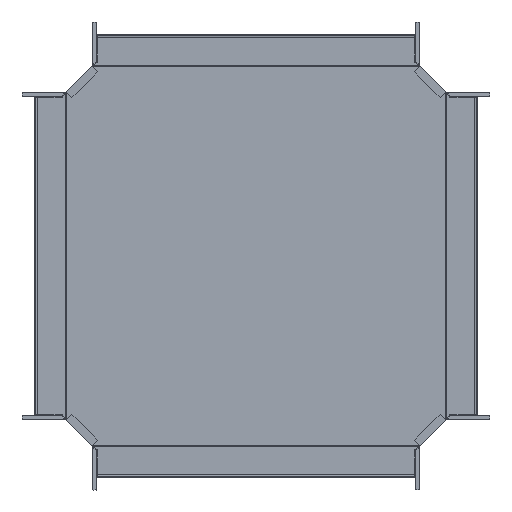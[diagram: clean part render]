
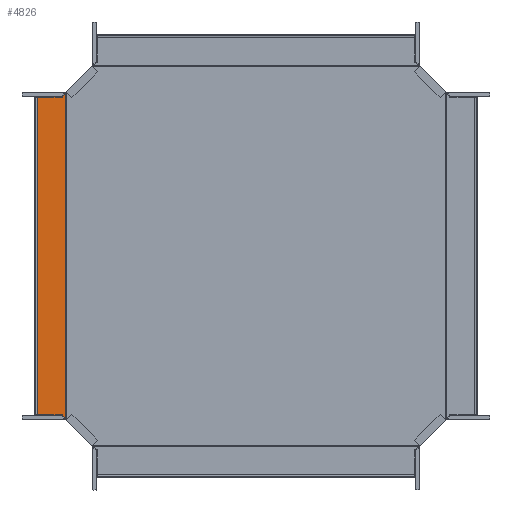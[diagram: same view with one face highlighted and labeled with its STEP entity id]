
A CAD part, front view. The second image highlights one B-rep face of the part: STEP entity #4826.
In plain terms, the highlighted planar face has unit normal (0, -1, 0).
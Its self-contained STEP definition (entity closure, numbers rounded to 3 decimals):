
#81 = VECTOR ( 'NONE', #817, 1000. ) ;
#142 = EDGE_CURVE ( 'NONE', #5746, #1083, #5559, .T. ) ;
#209 = DIRECTION ( 'NONE',  ( 0., -1., 0. ) ) ;
#220 = LINE ( 'NONE', #5949, #5280 ) ;
#242 = ORIENTED_EDGE ( 'NONE', *, *, #2223, .T. ) ;
#294 = CARTESIAN_POINT ( 'NONE',  ( -347.847, -2.25, -295.27 ) ) ;
#557 = LINE ( 'NONE', #5316, #5158 ) ;
#602 = ORIENTED_EDGE ( 'NONE', *, *, #1449, .F. ) ;
#705 = CARTESIAN_POINT ( 'NONE',  ( 0.076, -2.25, 0. ) ) ;
#712 = ORIENTED_EDGE ( 'NONE', *, *, #1579, .T. ) ;
#735 = DIRECTION ( 'NONE',  ( 0., 0., -1. ) ) ;
#736 = VERTEX_POINT ( 'NONE', #2500 ) ;
#755 = EDGE_CURVE ( 'NONE', #3950, #3322, #557, .T. ) ;
#817 = DIRECTION ( 'NONE',  ( 0., 0., 1. ) ) ;
#924 = CARTESIAN_POINT ( 'NONE',  ( -353.497, -2.25, -289.75 ) ) ;
#951 = DIRECTION ( 'NONE',  ( 1., 0., 0. ) ) ;
#1005 = CARTESIAN_POINT ( 'NONE',  ( -348.212, -2.25, 295.035 ) ) ;
#1021 = CARTESIAN_POINT ( 'NONE',  ( -347.384, -2.25, 295.546 ) ) ;
#1083 = VERTEX_POINT ( 'NONE', #1005 ) ;
#1220 = CARTESIAN_POINT ( 'NONE',  ( -347.65, -2.25, -295.393 ) ) ;
#1449 = EDGE_CURVE ( 'NONE', #6086, #5746, #220, .T. ) ;
#1579 = EDGE_CURVE ( 'NONE', #4044, #736, #5191, .T. ) ;
#1710 = EDGE_CURVE ( 'NONE', #1083, #3950, #4187, .T. ) ;
#1749 = CARTESIAN_POINT ( 'NONE',  ( -348.008, -2.25, -295.167 ) ) ;
#1832 = DIRECTION ( 'NONE',  ( 0.707, 0., -0.707 ) ) ;
#2141 = VERTEX_POINT ( 'NONE', #4791 ) ;
#2221 = CARTESIAN_POINT ( 'NONE',  ( -347.897, -2.25, -295.238 ) ) ;
#2223 = EDGE_CURVE ( 'NONE', #2141, #4044, #5187, .T. ) ;
#2383 = EDGE_LOOP ( 'NONE', ( #712, #2515, #4825, #5511, #4429, #602, #3383, #242 ) ) ;
#2427 = B_SPLINE_CURVE_WITH_KNOTS ( 'NONE', 3,
 ( #4554, #5519, #1749, #2221, #294, #4174, #5026, #5087, #3595, #1220, #2629, #3711 ),
 .UNSPECIFIED., .F., .F.,
 ( 4, 1, 1, 1, 1, 2, 2, 4 ),
 ( 0., 0.25, 0.375, 0.437, 0.469, 0.484, 0.5, 1. ),
 .UNSPECIFIED. ) ;
#2493 = CARTESIAN_POINT ( 'NONE',  ( -348.212, -2.25, 295.035 ) ) ;
#2500 = CARTESIAN_POINT ( 'NONE',  ( -348.212, -2.25, -295.035 ) ) ;
#2515 = ORIENTED_EDGE ( 'NONE', *, *, #5762, .T. ) ;
#2629 = CARTESIAN_POINT ( 'NONE',  ( -347.511, -2.25, -295.476 ) ) ;
#2863 = DIRECTION ( 'NONE',  ( 0., 0., -1. ) ) ;
#3249 = AXIS2_PLACEMENT_3D ( 'NONE', #705, #209, #735 ) ;
#3322 = VERTEX_POINT ( 'NONE', #4007 ) ;
#3383 = ORIENTED_EDGE ( 'NONE', *, *, #5683, .F. ) ;
#3528 = CARTESIAN_POINT ( 'NONE',  ( -347.384, -2.25, 295.546 ) ) ;
#3586 = DIRECTION ( 'NONE',  ( 1., 0., 0. ) ) ;
#3595 = CARTESIAN_POINT ( 'NONE',  ( -347.807, -2.25, -295.295 ) ) ;
#3622 = CARTESIAN_POINT ( 'NONE',  ( -398.912, -2.25, -7.302 ) ) ;
#3633 = PLANE ( 'NONE',  #3249 ) ;
#3649 = CARTESIAN_POINT ( 'NONE',  ( -353.497, -2.25, -289.75 ) ) ;
#3711 = CARTESIAN_POINT ( 'NONE',  ( -347.384, -2.25, -295.546 ) ) ;
#3950 = VERTEX_POINT ( 'NONE', #3528 ) ;
#4007 = CARTESIAN_POINT ( 'NONE',  ( -347.384, -2.25, -295.546 ) ) ;
#4031 = VECTOR ( 'NONE', #951, 1000. ) ;
#4044 = VERTEX_POINT ( 'NONE', #3649 ) ;
#4174 = CARTESIAN_POINT ( 'NONE',  ( -347.824, -2.25, -295.284 ) ) ;
#4187 = B_SPLINE_CURVE_WITH_KNOTS ( 'NONE', 3,
 ( #2493, #4384, #4823, #1021 ),
 .UNSPECIFIED., .F., .F.,
 ( 4, 4 ),
 ( 0., 1. ),
 .UNSPECIFIED. ) ;
#4258 = CARTESIAN_POINT ( 'NONE',  ( -353.497, -2.25, -289.75 ) ) ;
#4384 = CARTESIAN_POINT ( 'NONE',  ( -347.939, -2.25, 295.213 ) ) ;
#4429 = ORIENTED_EDGE ( 'NONE', *, *, #142, .F. ) ;
#4473 = FACE_OUTER_BOUND ( 'NONE', #2383, .T. ) ;
#4554 = CARTESIAN_POINT ( 'NONE',  ( -348.212, -2.25, -295.035 ) ) ;
#4740 = VECTOR ( 'NONE', #6022, 1000. ) ;
#4791 = CARTESIAN_POINT ( 'NONE',  ( -398.912, -2.25, -289.75 ) ) ;
#4823 = CARTESIAN_POINT ( 'NONE',  ( -347.667, -2.25, 295.389 ) ) ;
#4825 = ORIENTED_EDGE ( 'NONE', *, *, #755, .F. ) ;
#4826 = ADVANCED_FACE ( 'NONE', ( #4473 ), #3633, .T. ) ;
#5026 = CARTESIAN_POINT ( 'NONE',  ( -347.815, -2.25, -295.29 ) ) ;
#5087 = CARTESIAN_POINT ( 'NONE',  ( -347.808, -2.25, -295.294 ) ) ;
#5125 = CARTESIAN_POINT ( 'NONE',  ( -353.497, -2.25, 289.75 ) ) ;
#5146 = CARTESIAN_POINT ( 'NONE',  ( -353.497, -2.25, 289.75 ) ) ;
#5158 = VECTOR ( 'NONE', #2863, 1000. ) ;
#5187 = LINE ( 'NONE', #4258, #4031 ) ;
#5191 = LINE ( 'NONE', #924, #6111 ) ;
#5280 = VECTOR ( 'NONE', #3586, 1000. ) ;
#5316 = CARTESIAN_POINT ( 'NONE',  ( -347.384, -2.25, 0. ) ) ;
#5511 = ORIENTED_EDGE ( 'NONE', *, *, #1710, .F. ) ;
#5519 = CARTESIAN_POINT ( 'NONE',  ( -348.125, -2.25, -295.092 ) ) ;
#5559 = LINE ( 'NONE', #5125, #4740 ) ;
#5655 = CARTESIAN_POINT ( 'NONE',  ( -398.912, -2.25, 289.75 ) ) ;
#5683 = EDGE_CURVE ( 'NONE', #2141, #6086, #5961, .T. ) ;
#5746 = VERTEX_POINT ( 'NONE', #5146 ) ;
#5762 = EDGE_CURVE ( 'NONE', #736, #3322, #2427, .T. ) ;
#5949 = CARTESIAN_POINT ( 'NONE',  ( -353.497, -2.25, 289.75 ) ) ;
#5961 = LINE ( 'NONE', #3622, #81 ) ;
#6022 = DIRECTION ( 'NONE',  ( 0.707, 0., 0.707 ) ) ;
#6086 = VERTEX_POINT ( 'NONE', #5655 ) ;
#6111 = VECTOR ( 'NONE', #1832, 1000. ) ;
